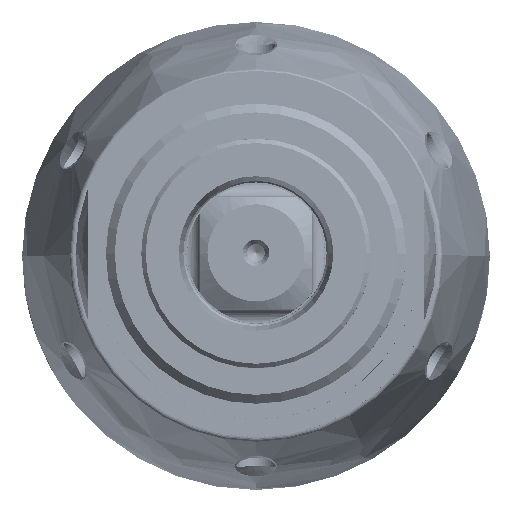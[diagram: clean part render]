
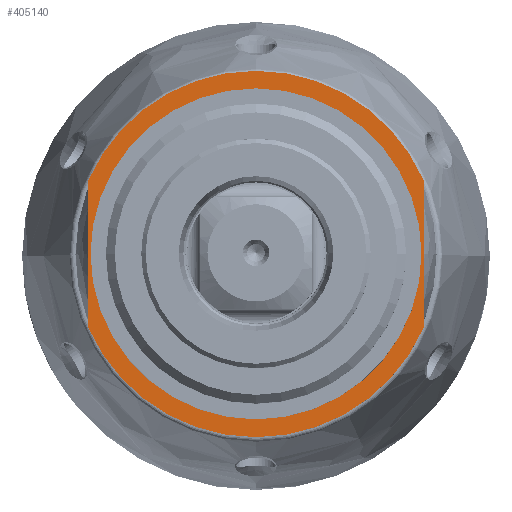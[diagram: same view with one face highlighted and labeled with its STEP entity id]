
A CAD part, top view. The second image highlights one B-rep face of the part: STEP entity #405140.
In plain terms, the highlighted planar face has unit normal (0, 0, 1).
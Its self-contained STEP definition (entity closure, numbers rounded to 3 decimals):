
#404023=CARTESIAN_POINT('',(0.,0.,60.7));
#404024=DIRECTION('',(0.,0.,1.));
#404025=DIRECTION('',(0.916,0.402,0.));
#404026=AXIS2_PLACEMENT_3D('',#404023,#404024,#404025);
#404031=CARTESIAN_POINT('',(0.,0.,60.7));
#404032=DIRECTION('',(0.,0.,1.));
#404033=DIRECTION('',(-0.916,-0.402,0.));
#404034=AXIS2_PLACEMENT_3D('',#404031,#404032,#404033);
#404039=DIRECTION('',(0.,-1.,0.));
#404040=VECTOR('',#404039,16.681);
#404041=CARTESIAN_POINT('',(19.,8.34,60.7));
#404042=LINE('',#404041,#404040);
#404046=DIRECTION('',(0.,-1.,0.));
#404047=VECTOR('',#404046,16.681);
#404048=CARTESIAN_POINT('',(-19.,8.34,60.7));
#404049=LINE('',#404048,#404047);
#404053=CARTESIAN_POINT('',(0.,0.,60.7));
#404054=DIRECTION('',(0.,0.,-1.));
#404055=DIRECTION('',(0.,1.,0.));
#404056=AXIS2_PLACEMENT_3D('',#404053,#404054,#404055);
#404075=CARTESIAN_POINT('',(0.,0.,60.7));
#404076=DIRECTION('',(0.,0.,1.));
#404077=DIRECTION('',(0.,1.,0.));
#404078=AXIS2_PLACEMENT_3D('',#404075,#404076,#404077);
#404733=CARTESIAN_POINT('',(0.,16.9,60.7));
#404735=VERTEX_POINT('',#404733);
#404741=CARTESIAN_POINT('',(0.,-16.9,60.7));
#404743=VERTEX_POINT('',#404741);
#404833=CARTESIAN_POINT('',(19.,8.34,60.7));
#404835=VERTEX_POINT('',#404833);
#404837=CARTESIAN_POINT('',(19.,-8.34,60.7));
#404839=VERTEX_POINT('',#404837);
#404841=CARTESIAN_POINT('',(-19.,8.34,60.7));
#404842=CARTESIAN_POINT('',(-19.,-8.34,60.7));
#404843=VERTEX_POINT('',#404841);
#404844=VERTEX_POINT('',#404842);
#405122=CARTESIAN_POINT('',(0.,0.,60.7));
#405123=DIRECTION('',(0.,0.,-1.));
#405124=DIRECTION('',(0.,-1.,0.));
#405125=AXIS2_PLACEMENT_3D('',#405122,#405123,#405124);
#405126=PLANE('',#405125);
#405127=ORIENTED_EDGE('',*,*,#405064,.T.);
#405128=ORIENTED_EDGE('',*,*,#405109,.F.);
#405130=ORIENTED_EDGE('',*,*,#405129,.F.);
#405131=ORIENTED_EDGE('',*,*,#405081,.F.);
#405132=EDGE_LOOP('',(#405127,#405128,#405130,#405131));
#405133=FACE_OUTER_BOUND('',#405132,.F.);
#405135=ORIENTED_EDGE('',*,*,#405134,.F.);
#405137=ORIENTED_EDGE('',*,*,#405136,.T.);
#405138=EDGE_LOOP('',(#405135,#405137));
#405139=FACE_BOUND('',#405138,.F.);
#405140=ADVANCED_FACE('',(#405133,#405139),#405126,.F.);
#404027=CIRCLE('',#404026,20.75);
#404035=CIRCLE('',#404034,20.75);
#404057=CIRCLE('',#404056,16.9);
#404079=CIRCLE('',#404078,16.9);
#405064=EDGE_CURVE('',#404835,#404839,#404042,.T.);
#405081=EDGE_CURVE('',#404835,#404843,#404027,.T.);
#405109=EDGE_CURVE('',#404844,#404839,#404035,.T.);
#405129=EDGE_CURVE('',#404843,#404844,#404049,.T.);
#405134=EDGE_CURVE('',#404735,#404743,#404057,.T.);
#405136=EDGE_CURVE('',#404735,#404743,#404079,.T.);
